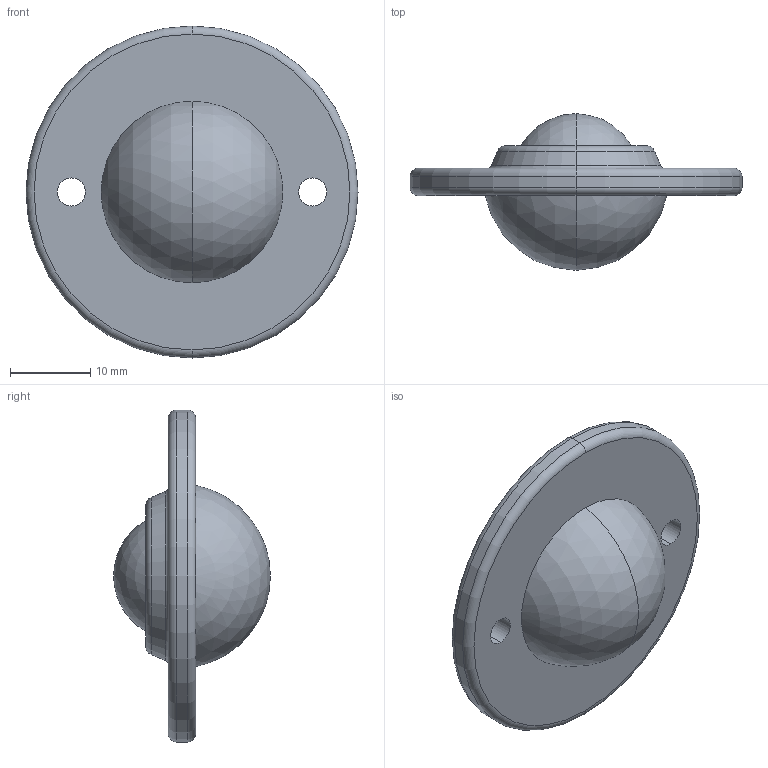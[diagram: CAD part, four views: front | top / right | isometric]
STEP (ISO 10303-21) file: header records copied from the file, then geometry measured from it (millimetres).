
FILE_DESCRIPTION (( 'STEP AP203' ), '1' );
FILE_NAME ('K-142-5L.STEP', '2007-01-30T01:16:05', ( ' ' ), ( ' ' ), 'SwSTEP 2.0', 'SolidWorks 2006004', '' );
FILE_SCHEMA (( 'CONFIG_CONTROL_DESIGN' ));
Length unit declared in the file: millimetre
Products named in the file (1): K-142-5L
Bounding box: 41.3 x 19.5 x 41.3 mm (x, y, z)
Volume: 7938.8 mm3; surface area: 3469.2 mm2
Topology: 1 solids, 1 shells, 23 faces, 48 edges, 30 vertices
Faces by surface type: torus 8, cylinder 6, sphere 4, plane 3, cone 2
Entity records: 719 total; most frequent: DIRECTION 136, CARTESIAN_POINT 102, ORIENTED_EDGE 96, AXIS2_PLACEMENT_3D 64, EDGE_CURVE 48, CIRCLE 40, VERTEX_POINT 30, EDGE_LOOP 30
